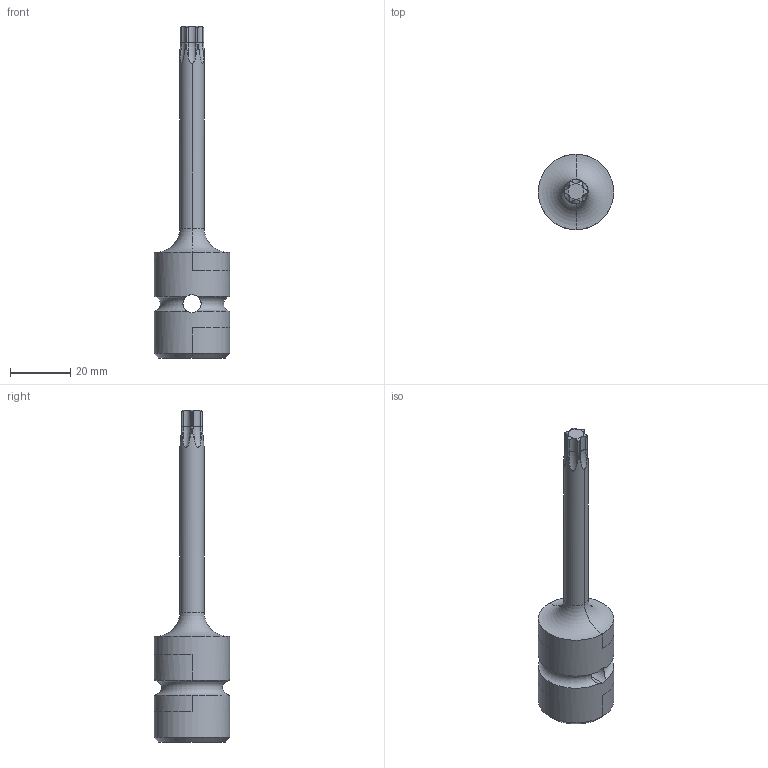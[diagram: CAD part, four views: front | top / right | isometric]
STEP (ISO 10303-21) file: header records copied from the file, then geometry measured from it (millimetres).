
FILE_DESCRIPTION((''),'2;1');
FILE_NAME('4027133045','2023-08-22T11:19:29',('A00565553'),(''),'CREO PARAMETRIC BY PTC INC, 2022414','CREO PARAMETRIC BY PTC INC, 2022414','');
FILE_SCHEMA(('CONFIG_CONTROL_DESIGN','GEOMETRIC_VALIDATION_PROPERTIES_MIM'));
Length unit declared in the file: millimetre
Products named in the file (1): 4027133045
Bounding box: 25 x 25 x 110 mm (x, y, z)
Volume: 15070.9 mm3; surface area: 6922.2 mm2
Topology: 1 solids, 1 shells, 85 faces, 236 edges, 152 vertices
Faces by surface type: cylinder 40, torus 30, cone 8, plane 7
Entity records: 3331 total; most frequent: CARTESIAN_POINT 1109, ORIENTED_EDGE 472, DIRECTION 418, EDGE_CURVE 236, AXIS2_PLACEMENT_3D 179, VERTEX_POINT 152, CIRCLE 94, EDGE_LOOP 88
